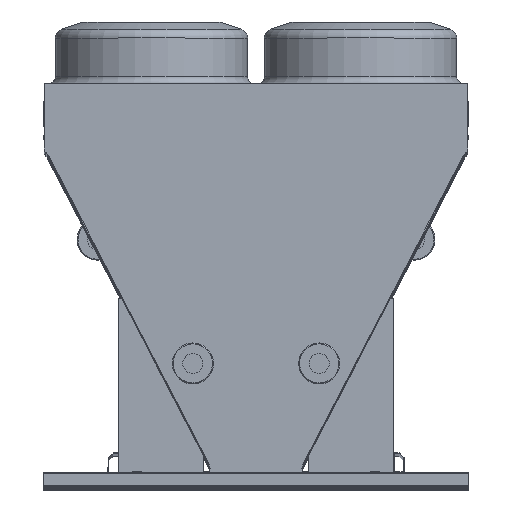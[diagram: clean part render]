
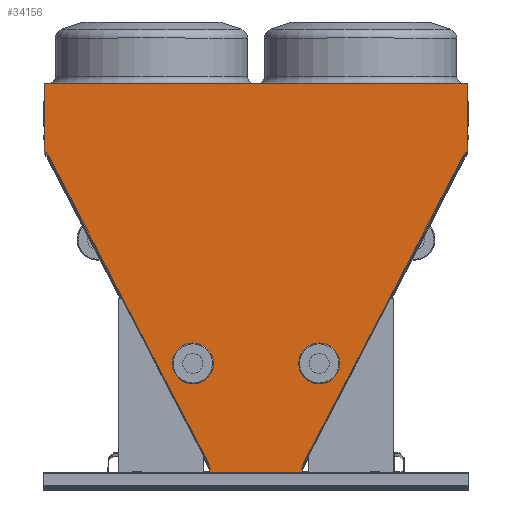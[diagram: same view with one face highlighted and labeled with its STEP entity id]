
A CAD part, top view. The second image highlights one B-rep face of the part: STEP entity #34156.
In plain terms, the highlighted planar face has unit normal (0, 0, 1).
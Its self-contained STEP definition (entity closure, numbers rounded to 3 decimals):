
#102 = VECTOR ( 'NONE', #4883, 1000. ) ;
#522 = VECTOR ( 'NONE', #38011, 1000. ) ;
#937 = EDGE_CURVE ( 'NONE', #12805, #11806, #11418, .T. ) ;
#998 = CARTESIAN_POINT ( 'NONE',  ( -279.893, 1.482, 0. ) ) ;
#1265 = CARTESIAN_POINT ( 'NONE',  ( -1127.739, 1711.053, 0. ) ) ;
#1503 = DIRECTION ( 'NONE',  ( 0.887, -0.462, 0. ) ) ;
#1765 = EDGE_CURVE ( 'NONE', #15033, #12805, #14584, .T. ) ;
#2803 = EDGE_CURVE ( 'NONE', #33664, #15033, #26239, .T. ) ;
#3024 = VECTOR ( 'NONE', #40096, 1000. ) ;
#3293 = LINE ( 'NONE', #6232, #38168 ) ;
#3482 = LINE ( 'NONE', #23248, #38353 ) ;
#3554 = EDGE_CURVE ( 'NONE', #35353, #33664, #3293, .T. ) ;
#3571 = PLANE ( 'NONE',  #40656 ) ;
#3641 = CARTESIAN_POINT ( 'NONE',  ( 1126.218, 1711.776, 0. ) ) ;
#4384 = VERTEX_POINT ( 'NONE', #34023 ) ;
#4558 = ORIENTED_EDGE ( 'NONE', *, *, #9717, .T. ) ;
#4571 = EDGE_CURVE ( 'NONE', #24178, #13701, #18634, .T. ) ;
#4614 = DIRECTION ( 'NONE',  ( 0.462, -0.887, 0. ) ) ;
#4710 = EDGE_CURVE ( 'NONE', #7018, #35353, #27114, .T. ) ;
#4883 = DIRECTION ( 'NONE',  ( 0., 1., 0. ) ) ;
#4904 = EDGE_CURVE ( 'NONE', #40191, #40331, #9476, .T. ) ;
#5247 = CARTESIAN_POINT ( 'NONE',  ( -245.403, 20.223, 0. ) ) ;
#5696 = EDGE_CURVE ( 'NONE', #22511, #40191, #27539, .T. ) ;
#5722 = VERTEX_POINT ( 'NONE', #41486 ) ;
#5867 = CARTESIAN_POINT ( 'NONE',  ( 279.893, 0., 0. ) ) ;
#6075 = EDGE_CURVE ( 'NONE', #37407, #22511, #31320, .T. ) ;
#6232 = CARTESIAN_POINT ( 'NONE',  ( 279.893, 1.482, 0. ) ) ;
#6336 = DIRECTION ( 'NONE',  ( 0., -1., 0. ) ) ;
#6440 = DIRECTION ( 'NONE',  ( 0., -1., 0. ) ) ;
#6450 = EDGE_CURVE ( 'NONE', #13701, #25355, #12155, .T. ) ;
#6593 = EDGE_CURVE ( 'NONE', #18078, #37407, #22867, .T. ) ;
#6965 = DIRECTION ( 'NONE',  ( 0., 0., -1. ) ) ;
#7018 = VERTEX_POINT ( 'NONE', #5867 ) ;
#7931 = CARTESIAN_POINT ( 'NONE',  ( -1136.282, 2083.62, 0. ) ) ;
#9001 = EDGE_CURVE ( 'NONE', #4384, #18078, #30138, .T. ) ;
#9451 = EDGE_CURVE ( 'NONE', #5722, #4384, #11897, .T. ) ;
#9476 = LINE ( 'NONE', #26705, #26586 ) ;
#9517 = ORIENTED_EDGE ( 'NONE', *, *, #2803, .T. ) ;
#9717 = EDGE_CURVE ( 'NONE', #15096, #5722, #42971, .T. ) ;
#10423 = VECTOR ( 'NONE', #41002, 1000. ) ;
#10456 = CARTESIAN_POINT ( 'NONE',  ( 279.893, 0., 0. ) ) ;
#10697 = CARTESIAN_POINT ( 'NONE',  ( 1136.15, 1727.462, 0. ) ) ;
#11418 = LINE ( 'NONE', #37114, #19470 ) ;
#11722 = CARTESIAN_POINT ( 'NONE',  ( 246.893, 17.358, 0. ) ) ;
#11737 = VECTOR ( 'NONE', #1503, 1000. ) ;
#11806 = VERTEX_POINT ( 'NONE', #3641 ) ;
#11897 = LINE ( 'NONE', #19343, #37850 ) ;
#12015 = CARTESIAN_POINT ( 'NONE',  ( 279.893, 1.482, 0. ) ) ;
#12155 = LINE ( 'NONE', #29998, #37056 ) ;
#12805 = VERTEX_POINT ( 'NONE', #21647 ) ;
#13701 = VERTEX_POINT ( 'NONE', #24686 ) ;
#13777 = VECTOR ( 'NONE', #20730, 1000. ) ;
#13895 = CARTESIAN_POINT ( 'NONE',  ( 1127.607, 1711.053, 0. ) ) ;
#14162 = EDGE_CURVE ( 'NONE', #41980, #24178, #28563, .T. ) ;
#14584 = LINE ( 'NONE', #31590, #31645 ) ;
#14656 = ORIENTED_EDGE ( 'NONE', *, *, #14162, .T. ) ;
#14837 = ORIENTED_EDGE ( 'NONE', *, *, #6450, .T. ) ;
#15033 = VERTEX_POINT ( 'NONE', #36828 ) ;
#15096 = VERTEX_POINT ( 'NONE', #17063 ) ;
#15191 = DIRECTION ( 'NONE',  ( 0., 1., 0. ) ) ;
#16196 = VECTOR ( 'NONE', #4614, 1000. ) ;
#16487 = VECTOR ( 'NONE', #42095, 1000. ) ;
#17063 = CARTESIAN_POINT ( 'NONE',  ( -1136.282, 1727.462, 0. ) ) ;
#17321 = EDGE_CURVE ( 'NONE', #11806, #41980, #20833, .T. ) ;
#17377 = ORIENTED_EDGE ( 'NONE', *, *, #9451, .T. ) ;
#17958 = VECTOR ( 'NONE', #24183, 1000. ) ;
#18078 = VERTEX_POINT ( 'NONE', #5247 ) ;
#18634 = LINE ( 'NONE', #35465, #16487 ) ;
#19069 = ORIENTED_EDGE ( 'NONE', *, *, #5696, .T. ) ;
#19343 = CARTESIAN_POINT ( 'NONE',  ( -1127.739, 1711.053, 0. ) ) ;
#19470 = VECTOR ( 'NONE', #43605, 1000. ) ;
#19907 = DIRECTION ( 'NONE',  ( -1., 0., 0. ) ) ;
#19940 = ORIENTED_EDGE ( 'NONE', *, *, #17321, .T. ) ;
#20730 = DIRECTION ( 'NONE',  ( -0.461, -0.887, 0. ) ) ;
#20833 = LINE ( 'NONE', #21786, #11737 ) ;
#21647 = CARTESIAN_POINT ( 'NONE',  ( 245.39, 20.232, 0. ) ) ;
#21786 = CARTESIAN_POINT ( 'NONE',  ( 1127.607, 1711.053, 0. ) ) ;
#22180 = EDGE_LOOP ( 'NONE', ( #23896, #4558, #17377, #33571, #35906, #34998, #19069, #25041, #31528, #26498, #34551, #9517, #43159, #38010, #19940, #14656, #26849, #14837 ) ) ;
#22258 = VECTOR ( 'NONE', #27913, 1000. ) ;
#22511 = VERTEX_POINT ( 'NONE', #30242 ) ;
#22867 = LINE ( 'NONE', #40837, #13777 ) ;
#23100 = CARTESIAN_POINT ( 'NONE',  ( -246.893, 17.358, 0. ) ) ;
#23145 = DIRECTION ( 'NONE',  ( -1., 0., 0. ) ) ;
#23248 = CARTESIAN_POINT ( 'NONE',  ( -1136.282, 1727.462, 0. ) ) ;
#23415 = CARTESIAN_POINT ( 'NONE',  ( -245.403, 20.223, 0. ) ) ;
#23896 = ORIENTED_EDGE ( 'NONE', *, *, #23907, .T. ) ;
#23907 = EDGE_CURVE ( 'NONE', #25355, #15096, #3482, .T. ) ;
#24178 = VERTEX_POINT ( 'NONE', #10697 ) ;
#24183 = DIRECTION ( 'NONE',  ( 1., 0., 0. ) ) ;
#24505 = CARTESIAN_POINT ( 'NONE',  ( -246.893, 17.358, 0. ) ) ;
#24686 = CARTESIAN_POINT ( 'NONE',  ( 1136.15, 2083.62, 0. ) ) ;
#24929 = CARTESIAN_POINT ( 'NONE',  ( 1127.607, 1711.053, 0. ) ) ;
#25041 = ORIENTED_EDGE ( 'NONE', *, *, #4904, .T. ) ;
#25355 = VERTEX_POINT ( 'NONE', #7931 ) ;
#26239 = LINE ( 'NONE', #11722, #42877 ) ;
#26498 = ORIENTED_EDGE ( 'NONE', *, *, #4710, .T. ) ;
#26586 = VECTOR ( 'NONE', #6336, 1000. ) ;
#26685 = CARTESIAN_POINT ( 'NONE',  ( -279.893, 1.482, 0. ) ) ;
#26705 = CARTESIAN_POINT ( 'NONE',  ( -279.893, 0., 0. ) ) ;
#26849 = ORIENTED_EDGE ( 'NONE', *, *, #4571, .T. ) ;
#26996 = LINE ( 'NONE', #10456, #17958 ) ;
#27114 = LINE ( 'NONE', #38552, #102 ) ;
#27256 = CARTESIAN_POINT ( 'NONE',  ( -279.893, 0., 0. ) ) ;
#27539 = LINE ( 'NONE', #998, #522 ) ;
#27913 = DIRECTION ( 'NONE',  ( 0., -1., 0. ) ) ;
#28563 = LINE ( 'NONE', #13895, #10423 ) ;
#29761 = DIRECTION ( 'NONE',  ( 0.887, 0.462, 0. ) ) ;
#29998 = CARTESIAN_POINT ( 'NONE',  ( -1136.282, 2083.62, 0. ) ) ;
#30138 = LINE ( 'NONE', #23415, #3024 ) ;
#30242 = CARTESIAN_POINT ( 'NONE',  ( -246.893, 1.482, 0. ) ) ;
#30634 = CARTESIAN_POINT ( 'NONE',  ( 0., 0., 0. ) ) ;
#30788 = DIRECTION ( 'NONE',  ( -1., 0., 0. ) ) ;
#31320 = LINE ( 'NONE', #24505, #22258 ) ;
#31528 = ORIENTED_EDGE ( 'NONE', *, *, #41810, .T. ) ;
#31549 = CARTESIAN_POINT ( 'NONE',  ( 246.893, 1.482, 0. ) ) ;
#31590 = CARTESIAN_POINT ( 'NONE',  ( 246.893, 17.358, 0. ) ) ;
#31645 = VECTOR ( 'NONE', #35028, 1000. ) ;
#33571 = ORIENTED_EDGE ( 'NONE', *, *, #9001, .T. ) ;
#33664 = VERTEX_POINT ( 'NONE', #31549 ) ;
#34023 = CARTESIAN_POINT ( 'NONE',  ( -1126.246, 1711.83, 0. ) ) ;
#34156 = ADVANCED_FACE ( 'NONE', ( #35433 ), #3571, .F. ) ;
#34551 = ORIENTED_EDGE ( 'NONE', *, *, #3554, .T. ) ;
#34998 = ORIENTED_EDGE ( 'NONE', *, *, #6075, .T. ) ;
#35028 = DIRECTION ( 'NONE',  ( -0.463, 0.886, 0. ) ) ;
#35353 = VERTEX_POINT ( 'NONE', #12015 ) ;
#35433 = FACE_OUTER_BOUND ( 'NONE', #22180, .T. ) ;
#35465 = CARTESIAN_POINT ( 'NONE',  ( 1136.15, 2083.62, 0. ) ) ;
#35906 = ORIENTED_EDGE ( 'NONE', *, *, #6593, .T. ) ;
#36828 = CARTESIAN_POINT ( 'NONE',  ( 246.893, 17.358, 0. ) ) ;
#37056 = VECTOR ( 'NONE', #23145, 1000. ) ;
#37114 = CARTESIAN_POINT ( 'NONE',  ( 245.39, 20.232, 0. ) ) ;
#37407 = VERTEX_POINT ( 'NONE', #23100 ) ;
#37850 = VECTOR ( 'NONE', #29761, 1000. ) ;
#38010 = ORIENTED_EDGE ( 'NONE', *, *, #937, .T. ) ;
#38011 = DIRECTION ( 'NONE',  ( -1., 0., 0. ) ) ;
#38168 = VECTOR ( 'NONE', #19907, 1000. ) ;
#38353 = VECTOR ( 'NONE', #6440, 1000. ) ;
#38552 = CARTESIAN_POINT ( 'NONE',  ( 279.893, 0., 0. ) ) ;
#40096 = DIRECTION ( 'NONE',  ( 0.462, -0.887, 0. ) ) ;
#40191 = VERTEX_POINT ( 'NONE', #26685 ) ;
#40331 = VERTEX_POINT ( 'NONE', #27256 ) ;
#40656 = AXIS2_PLACEMENT_3D ( 'NONE', #30634, #6965, #30788 ) ;
#40837 = CARTESIAN_POINT ( 'NONE',  ( -246.893, 17.358, 0. ) ) ;
#41002 = DIRECTION ( 'NONE',  ( 0.462, 0.887, 0. ) ) ;
#41486 = CARTESIAN_POINT ( 'NONE',  ( -1127.739, 1711.053, 0. ) ) ;
#41810 = EDGE_CURVE ( 'NONE', #40331, #7018, #26996, .T. ) ;
#41980 = VERTEX_POINT ( 'NONE', #24929 ) ;
#42095 = DIRECTION ( 'NONE',  ( 0., 1., 0. ) ) ;
#42877 = VECTOR ( 'NONE', #15191, 1000. ) ;
#42971 = LINE ( 'NONE', #1265, #16196 ) ;
#43159 = ORIENTED_EDGE ( 'NONE', *, *, #1765, .T. ) ;
#43605 = DIRECTION ( 'NONE',  ( 0.462, 0.887, 0. ) ) ;
